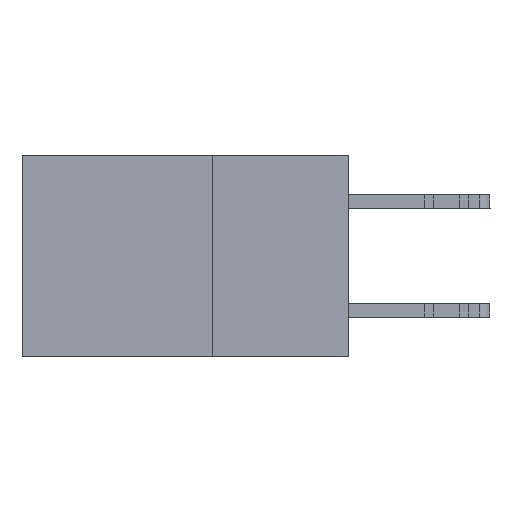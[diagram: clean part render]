
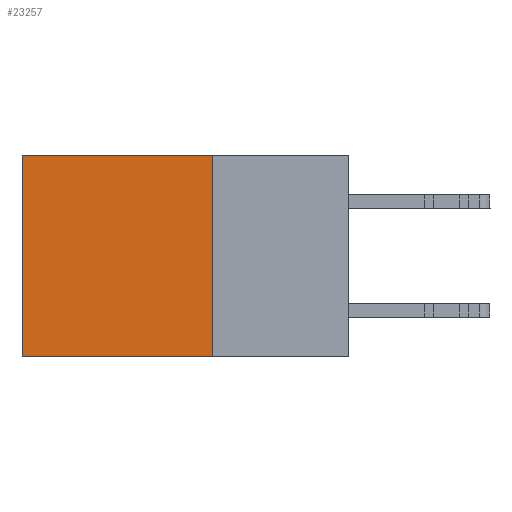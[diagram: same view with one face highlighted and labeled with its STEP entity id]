
A CAD part, left-side view. The second image highlights one B-rep face of the part: STEP entity #23257.
In plain terms, the highlighted planar face has unit normal (-1, 0, 0).
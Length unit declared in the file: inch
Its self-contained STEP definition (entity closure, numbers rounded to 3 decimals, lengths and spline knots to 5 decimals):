
#245 = DIRECTION ( 'NONE',  ( 1., 0., 0. ) ) ;
#427 = CARTESIAN_POINT ( 'NONE',  ( 0.2615, 0.25, 0. ) ) ;
#1182 = ORIENTED_EDGE ( 'NONE', *, *, #19834, .T. ) ;
#1189 = CARTESIAN_POINT ( 'NONE',  ( 0.2615, 0.6, -0.37 ) ) ;
#3173 = ORIENTED_EDGE ( 'NONE', *, *, #14052, .F. ) ;
#3326 = AXIS2_PLACEMENT_3D ( 'NONE', #10553, #245, #14783 ) ;
#5251 = DIRECTION ( 'NONE',  ( 0., 0., -1. ) ) ;
#5528 = VERTEX_POINT ( 'NONE', #8504 ) ;
#6281 = VECTOR ( 'NONE', #20027, 39.37008 ) ;
#6489 = CARTESIAN_POINT ( 'NONE',  ( 0.2615, 0.25, 0. ) ) ;
#6806 = VERTEX_POINT ( 'NONE', #24355 ) ;
#7376 = VERTEX_POINT ( 'NONE', #12106 ) ;
#7954 = EDGE_LOOP ( 'NONE', ( #1182, #18947, #3173, #17082 ) ) ;
#8504 = CARTESIAN_POINT ( 'NONE',  ( 0.2615, 0.25, -0.37 ) ) ;
#8577 = DIRECTION ( 'NONE',  ( 0., 1., 0. ) ) ;
#10553 = CARTESIAN_POINT ( 'NONE',  ( 0.2615, 0.25, -0.37 ) ) ;
#11080 = FACE_OUTER_BOUND ( 'NONE', #7954, .T. ) ;
#12106 = CARTESIAN_POINT ( 'NONE',  ( 0.2615, 0.6, -0.37 ) ) ;
#13591 = CARTESIAN_POINT ( 'NONE',  ( 0.2615, 0.25, -0.37 ) ) ;
#14052 = EDGE_CURVE ( 'NONE', #15213, #5528, #24430, .T. ) ;
#14783 = DIRECTION ( 'NONE',  ( 0., 0., -1. ) ) ;
#15213 = VERTEX_POINT ( 'NONE', #427 ) ;
#16659 = VECTOR ( 'NONE', #19686, 39.37008 ) ;
#17082 = ORIENTED_EDGE ( 'NONE', *, *, #22167, .T. ) ;
#17296 = LINE ( 'NONE', #18038, #6281 ) ;
#18038 = CARTESIAN_POINT ( 'NONE',  ( 0.2615, 0.25, -0.37 ) ) ;
#18947 = ORIENTED_EDGE ( 'NONE', *, *, #21890, .F. ) ;
#19156 = VECTOR ( 'NONE', #5251, 39.37008 ) ;
#19686 = DIRECTION ( 'NONE',  ( 0., 0., -1. ) ) ;
#19834 = EDGE_CURVE ( 'NONE', #6806, #7376, #23171, .T. ) ;
#20027 = DIRECTION ( 'NONE',  ( 0., 1., 0. ) ) ;
#21604 = VECTOR ( 'NONE', #8577, 39.37008 ) ;
#21890 = EDGE_CURVE ( 'NONE', #5528, #7376, #17296, .T. ) ;
#22167 = EDGE_CURVE ( 'NONE', #15213, #6806, #22222, .T. ) ;
#22222 = LINE ( 'NONE', #6489, #21604 ) ;
#22703 = PLANE ( 'NONE',  #3326 ) ;
#23171 = LINE ( 'NONE', #1189, #16659 ) ;
#23257 = ADVANCED_FACE ( 'NONE', ( #11080 ), #22703, .F. ) ;
#24355 = CARTESIAN_POINT ( 'NONE',  ( 0.2615, 0.6, 0. ) ) ;
#24430 = LINE ( 'NONE', #13591, #19156 ) ;
